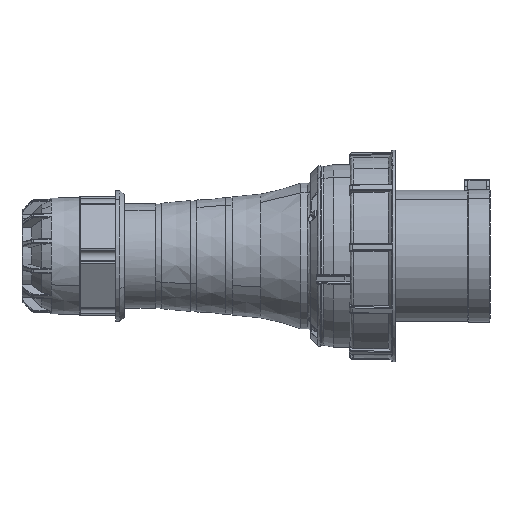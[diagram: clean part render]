
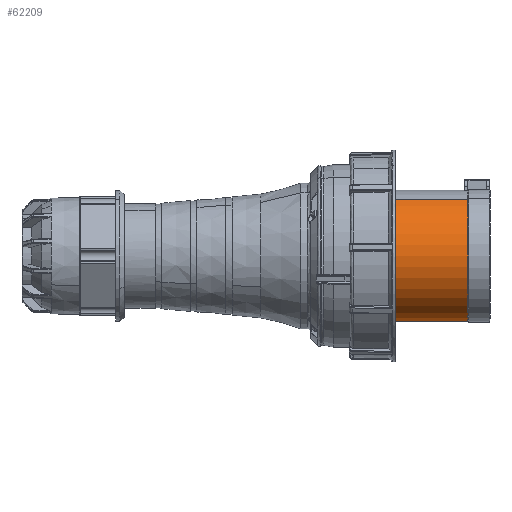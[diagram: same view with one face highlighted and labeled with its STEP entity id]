
A CAD part, front view. The second image highlights one B-rep face of the part: STEP entity #62209.
In plain terms, the highlighted cylindrical face has radius 40 mm (diameter 80 mm), a partial arc.
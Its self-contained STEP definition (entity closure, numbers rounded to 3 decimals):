
#1271 = EDGE_CURVE ( 'NONE', #30663, #59809, #22112, .T. ) ;
#12836 = CARTESIAN_POINT ( 'NONE',  ( -65., 20., -34.641 ) ) ;
#14548 = LINE ( 'NONE', #31891, #50858 ) ;
#15358 = VECTOR ( 'NONE', #60560, 1000. ) ;
#16222 = CARTESIAN_POINT ( 'NONE',  ( -78.75, -20., 34.641 ) ) ;
#20679 = CYLINDRICAL_SURFACE ( 'NONE', #42194, 40. ) ;
#21751 = DIRECTION ( 'NONE',  ( 0., 0.5, -0.866 ) ) ;
#22112 = LINE ( 'NONE', #16222, #15358 ) ;
#22281 = EDGE_LOOP ( 'NONE', ( #46299, #40596, #24750, #52959, #44821 ) ) ;
#23372 = AXIS2_PLACEMENT_3D ( 'NONE', #60959, #31079, #37651 ) ;
#23766 = AXIS2_PLACEMENT_3D ( 'NONE', #30524, #34952, #29440 ) ;
#23975 = DIRECTION ( 'NONE',  ( 1., 0., 0. ) ) ;
#24750 = ORIENTED_EDGE ( 'NONE', *, *, #52535, .T. ) ;
#26081 = CARTESIAN_POINT ( 'NONE',  ( -13.5, 20., -34.641 ) ) ;
#29440 = DIRECTION ( 'NONE',  ( 0., 0.5, -0.866 ) ) ;
#30524 = CARTESIAN_POINT ( 'NONE',  ( -13.5, 0., 0. ) ) ;
#30620 = CARTESIAN_POINT ( 'NONE',  ( -65., -20., 34.641 ) ) ;
#30663 = VERTEX_POINT ( 'NONE', #30620 ) ;
#31079 = DIRECTION ( 'NONE',  ( 1., 0., 0. ) ) ;
#31891 = CARTESIAN_POINT ( 'NONE',  ( -78.75, 20., -34.641 ) ) ;
#32381 = VERTEX_POINT ( 'NONE', #70594 ) ;
#34952 = DIRECTION ( 'NONE',  ( 1., 0., 0. ) ) ;
#36616 = EDGE_CURVE ( 'NONE', #32381, #48148, #66128, .T. ) ;
#37651 = DIRECTION ( 'NONE',  ( 0., 0.5, -0.866 ) ) ;
#40596 = ORIENTED_EDGE ( 'NONE', *, *, #48899, .T. ) ;
#42194 = AXIS2_PLACEMENT_3D ( 'NONE', #43205, #65742, #21751 ) ;
#43205 = CARTESIAN_POINT ( 'NONE',  ( -78.75, 0., 0. ) ) ;
#44821 = ORIENTED_EDGE ( 'NONE', *, *, #53110, .F. ) ;
#45757 = CIRCLE ( 'NONE', #23372, 40. ) ;
#46299 = ORIENTED_EDGE ( 'NONE', *, *, #1271, .F. ) ;
#48148 = VERTEX_POINT ( 'NONE', #26081 ) ;
#48899 = EDGE_CURVE ( 'NONE', #30663, #64836, #45757, .T. ) ;
#50858 = VECTOR ( 'NONE', #64789, 1000. ) ;
#52535 = EDGE_CURVE ( 'NONE', #64836, #48148, #14548, .T. ) ;
#52959 = ORIENTED_EDGE ( 'NONE', *, *, #36616, .F. ) ;
#53110 = EDGE_CURVE ( 'NONE', #59809, #32381, #55633, .T. ) ;
#53131 = AXIS2_PLACEMENT_3D ( 'NONE', #63868, #23975, #69047 ) ;
#55633 = CIRCLE ( 'NONE', #23766, 40. ) ;
#59809 = VERTEX_POINT ( 'NONE', #67925 ) ;
#60560 = DIRECTION ( 'NONE',  ( 1., 0., 0. ) ) ;
#60959 = CARTESIAN_POINT ( 'NONE',  ( -65., 0., 0. ) ) ;
#62209 = ADVANCED_FACE ( 'NONE', ( #72326 ), #20679, .T. ) ;
#63868 = CARTESIAN_POINT ( 'NONE',  ( -13.5, 0., 0. ) ) ;
#64789 = DIRECTION ( 'NONE',  ( 1., 0., 0. ) ) ;
#64836 = VERTEX_POINT ( 'NONE', #12836 ) ;
#65742 = DIRECTION ( 'NONE',  ( 1., 0., 0. ) ) ;
#66128 = CIRCLE ( 'NONE', #53131, 40. ) ;
#67925 = CARTESIAN_POINT ( 'NONE',  ( -13.5, -20., 34.641 ) ) ;
#69047 = DIRECTION ( 'NONE',  ( 0., 0.5, -0.866 ) ) ;
#70594 = CARTESIAN_POINT ( 'NONE',  ( -13.5, -34.641, -20. ) ) ;
#72326 = FACE_OUTER_BOUND ( 'NONE', #22281, .T. ) ;
